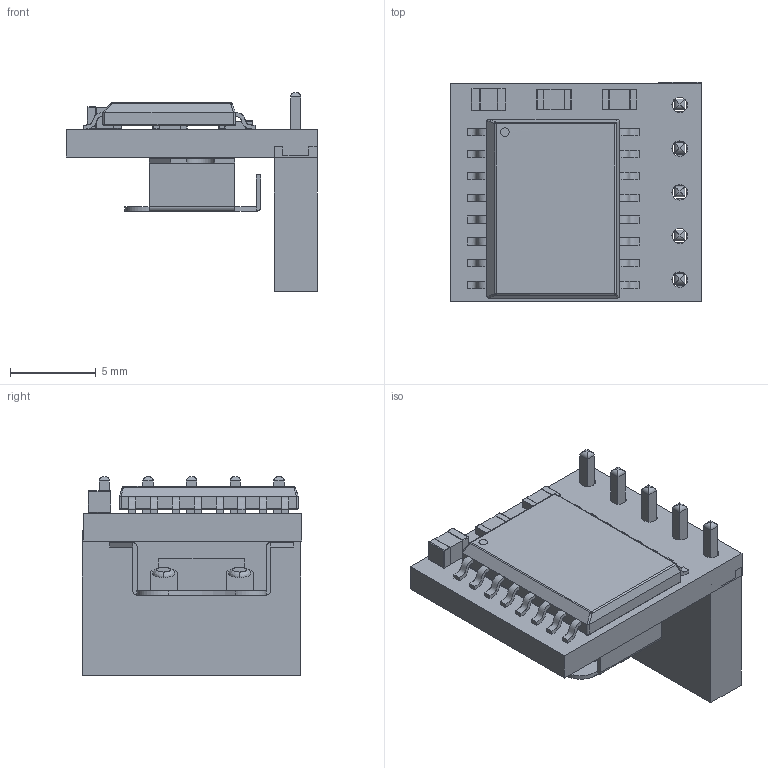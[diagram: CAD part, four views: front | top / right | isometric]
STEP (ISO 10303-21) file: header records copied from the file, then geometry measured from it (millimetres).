
FILE_DESCRIPTION (( 'STEP AP214' ), '1' );
FILE_NAME ('User Library-DS3231 Mini.STEP', '2022-03-25T23:59:53', ( '' ), ( '' ), 'SwSTEP 2.0', 'SolidWorks 2021', '' );
FILE_SCHEMA (( 'AUTOMOTIVE_DESIGN' ));
Length unit declared in the file: millimetre
Products named in the file (7): res_0805; Female_Header_1x5; cap_0805; soic-16_300mil; 2998; Board_RTC_3231_Mini; User Library-DS3231 Mini
Assembly tree (7 placements, depth 2):
  User Library-DS3231 Mini
    Board_RTC_3231_Mini
    cap_0805
    2998
    res_0805  x2
    soic-16_300mil
    Female_Header_1x5
Bounding box: 14.61 x 12.74 x 11.55 mm (x, y, z)
Volume: 641.3 mm3; surface area: 1469.8 mm2
Topology: 27 solids, 32 shells, 463 faces, 1044 edges, 641 vertices
Faces by surface type: plane 341, cylinder 72, bspline 50
Entity records: 16321 total; most frequent: CARTESIAN_POINT 3196, ORIENTED_EDGE 1868, DIRECTION 1658, EDGE_CURVE 936, VECTOR 724, LINE 724, VERTEX_POINT 581, AXIS2_PLACEMENT_3D 467
